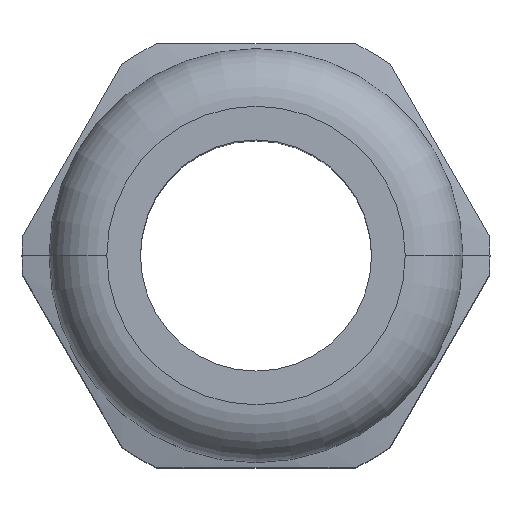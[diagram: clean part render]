
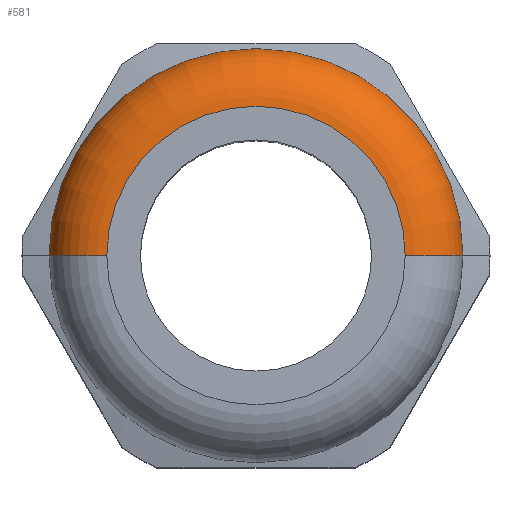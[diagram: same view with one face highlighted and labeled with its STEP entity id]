
A CAD part, top view. The second image highlights one B-rep face of the part: STEP entity #581.
In plain terms, the highlighted toroidal (fillet/blend) face has major radius 7.75 mm and minor radius 3 mm.
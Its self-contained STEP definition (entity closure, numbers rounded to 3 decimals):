
#222 = DIRECTION ( 'NONE',  ( 1., 0., 0. ) ) ;
#223 = DIRECTION ( 'NONE',  ( 0., 0., -1. ) ) ;
#224 = CARTESIAN_POINT ( 'NONE',  ( 0., 0., 26.5 ) ) ;
#225 = DIRECTION ( 'NONE',  ( 0., 0., -1. ) ) ;
#226 = DIRECTION ( 'NONE',  ( 0., -1., 0. ) ) ;
#227 = CARTESIAN_POINT ( 'NONE',  ( 7.75, 0., 26.5 ) ) ;
#228 = DIRECTION ( 'NONE',  ( 1., 0., 0. ) ) ;
#229 = DIRECTION ( 'NONE',  ( 0., 0., 1. ) ) ;
#233 = CARTESIAN_POINT ( 'NONE',  ( 0., 0., 29.5 ) ) ;
#450 = TOROIDAL_SURFACE ( 'NONE', #1392, 7.75, 3. ) ;
#460 = CIRCLE ( 'NONE', #1444, 3. ) ;
#475 = CIRCLE ( 'NONE', #661, 10.75 ) ;
#476 = CIRCLE ( 'NONE', #662, 3. ) ;
#477 = CIRCLE ( 'NONE', #854, 7.75 ) ;
#529 = EDGE_CURVE ( 'NONE', #1113, #1112, #477, .T. ) ;
#530 = EDGE_CURVE ( 'NONE', #1111, #1113, #476, .T. ) ;
#531 = EDGE_CURVE ( 'NONE', #1110, #1111, #475, .T. ) ;
#567 = EDGE_CURVE ( 'NONE', #1110, #1112, #460, .T. ) ;
#581 = ADVANCED_FACE ( 'NONE', ( #1427 ), #450, .T. ) ;
#661 = AXIS2_PLACEMENT_3D ( 'NONE', #224, #223, #222 ) ;
#662 = AXIS2_PLACEMENT_3D ( 'NONE', #227, #226, #225 ) ;
#854 = AXIS2_PLACEMENT_3D ( 'NONE', #233, #229, #228 ) ;
#1048 = ORIENTED_EDGE ( 'NONE', *, *, #529, .F. ) ;
#1049 = ORIENTED_EDGE ( 'NONE', *, *, #531, .F. ) ;
#1050 = ORIENTED_EDGE ( 'NONE', *, *, #530, .F. ) ;
#1052 = ORIENTED_EDGE ( 'NONE', *, *, #567, .T. ) ;
#1110 = VERTEX_POINT ( 'NONE', #1621 ) ;
#1111 = VERTEX_POINT ( 'NONE', #1622 ) ;
#1112 = VERTEX_POINT ( 'NONE', #1623 ) ;
#1113 = VERTEX_POINT ( 'NONE', #1624 ) ;
#1189 = EDGE_LOOP ( 'NONE', ( #1049, #1052, #1048, #1050 ) ) ;
#1268 = DIRECTION ( 'NONE',  ( 1., 0., 0. ) ) ;
#1269 = DIRECTION ( 'NONE',  ( 0., 0., 1. ) ) ;
#1270 = CARTESIAN_POINT ( 'NONE',  ( 0., 0., 26.5 ) ) ;
#1310 = DIRECTION ( 'NONE',  ( -1., 0., 0. ) ) ;
#1311 = DIRECTION ( 'NONE',  ( 0., 1., 0. ) ) ;
#1312 = CARTESIAN_POINT ( 'NONE',  ( -7.75, 0., 26.5 ) ) ;
#1392 = AXIS2_PLACEMENT_3D ( 'NONE', #1270, #1269, #1268 ) ;
#1427 = FACE_OUTER_BOUND ( 'NONE', #1189, .T. ) ;
#1444 = AXIS2_PLACEMENT_3D ( 'NONE', #1312, #1311, #1310 ) ;
#1621 = CARTESIAN_POINT ( 'NONE',  ( -10.75, 0., 26.5 ) ) ;
#1622 = CARTESIAN_POINT ( 'NONE',  ( 10.75, 0., 26.5 ) ) ;
#1623 = CARTESIAN_POINT ( 'NONE',  ( -7.75, 0., 29.5 ) ) ;
#1624 = CARTESIAN_POINT ( 'NONE',  ( 7.75, 0., 29.5 ) ) ;
